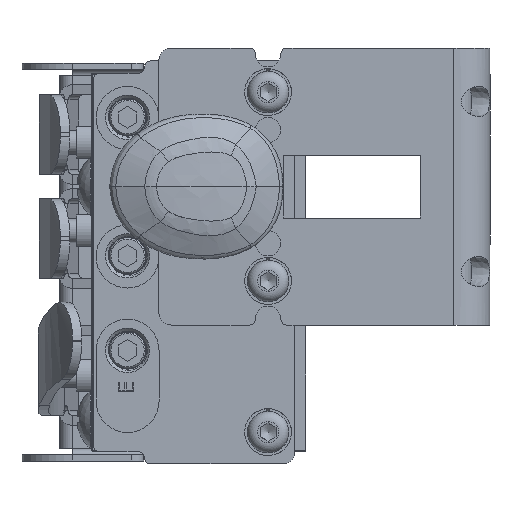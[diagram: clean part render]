
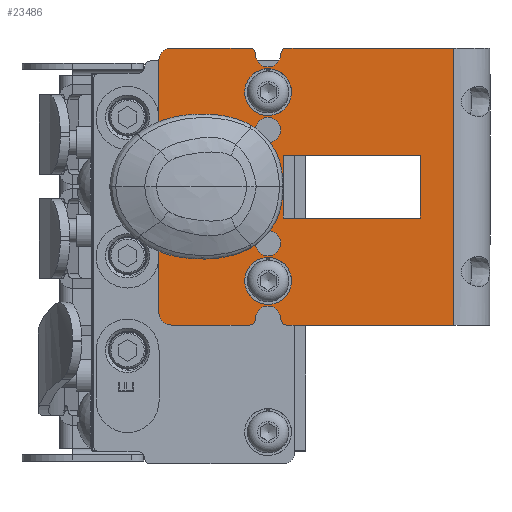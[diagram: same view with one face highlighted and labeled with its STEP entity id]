
A CAD part, left-side view. The second image highlights one B-rep face of the part: STEP entity #23486.
In plain terms, the highlighted planar face has unit normal (-1, 0, 0).
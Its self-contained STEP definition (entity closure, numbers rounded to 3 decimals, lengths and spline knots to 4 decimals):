
#935=FACE_BOUND('',#4103,.T.);
#936=FACE_BOUND('',#4104,.T.);
#937=FACE_BOUND('',#4105,.T.);
#938=FACE_BOUND('',#4106,.T.);
#939=FACE_BOUND('',#4107,.T.);
#940=FACE_BOUND('',#4108,.T.);
#1115=PLANE('',#24864);
#1694=CIRCLE('',#24766,0.0625);
#1715=CIRCLE('',#24789,0.125);
#1716=CIRCLE('',#24791,0.0625);
#1717=CIRCLE('',#24793,0.0625);
#1718=CIRCLE('',#24795,0.125);
#1719=CIRCLE('',#24797,0.0625);
#1720=CIRCLE('',#24800,0.125);
#1721=CIRCLE('',#24803,0.125);
#1722=CIRCLE('',#24806,0.25);
#1723=CIRCLE('',#24808,0.572);
#1724=CIRCLE('',#24810,0.25);
#1755=CIRCLE('',#24857,0.125);
#1756=CIRCLE('',#24859,0.125);
#1757=CIRCLE('',#24861,0.125);
#1758=CIRCLE('',#24863,0.125);
#1759=CIRCLE('',#24865,0.4425);
#2821=FACE_OUTER_BOUND('',#4102,.T.);
#4102=EDGE_LOOP('',(#16260,#16261,#16262,#16263,#16264,#16265,#16266,#16267,
#16268,#16269,#16270,#16271,#16272,#16273,#16274,#16275,#16276,#16277));
#4103=EDGE_LOOP('',(#16278,#16279,#16280,#16281));
#4104=EDGE_LOOP('',(#16282));
#4105=EDGE_LOOP('',(#16283));
#4106=EDGE_LOOP('',(#16284));
#4107=EDGE_LOOP('',(#16285));
#4108=EDGE_LOOP('',(#16286));
#5534=LINE('',#32701,#7074);
#5537=LINE('',#32709,#7077);
#5540=LINE('',#32717,#7080);
#5545=LINE('',#32733,#7085);
#5546=LINE('',#32737,#7086);
#5549=LINE('',#32742,#7089);
#5551=LINE('',#32746,#7091);
#5553=LINE('',#32749,#7093);
#5568=LINE('',#32847,#7108);
#5569=LINE('',#32849,#7109);
#5570=LINE('',#32850,#7110);
#7074=VECTOR('',#26828,0.3937);
#7077=VECTOR('',#26837,0.3937);
#7080=VECTOR('',#26846,0.3937);
#7085=VECTOR('',#26865,0.3937);
#7086=VECTOR('',#26868,0.3937);
#7089=VECTOR('',#26873,0.3937);
#7091=VECTOR('',#26877,0.3937);
#7093=VECTOR('',#26881,0.3937);
#7108=VECTOR('',#26994,0.3937);
#7109=VECTOR('',#26995,0.3937);
#7110=VECTOR('',#26996,0.3937);
#9715=VERTEX_POINT('',#32609);
#9716=VERTEX_POINT('',#32611);
#9747=VERTEX_POINT('',#32677);
#9748=VERTEX_POINT('',#32681);
#9749=VERTEX_POINT('',#32685);
#9750=VERTEX_POINT('',#32686);
#9751=VERTEX_POINT('',#32691);
#9752=VERTEX_POINT('',#32695);
#9753=VERTEX_POINT('',#32699);
#9754=VERTEX_POINT('',#32703);
#9755=VERTEX_POINT('',#32705);
#9756=VERTEX_POINT('',#32711);
#9757=VERTEX_POINT('',#32712);
#9758=VERTEX_POINT('',#32719);
#9759=VERTEX_POINT('',#32721);
#9760=VERTEX_POINT('',#32725);
#9761=VERTEX_POINT('',#32729);
#9762=VERTEX_POINT('',#32735);
#9763=VERTEX_POINT('',#32736);
#9764=VERTEX_POINT('',#32741);
#9765=VERTEX_POINT('',#32745);
#9796=VERTEX_POINT('',#32831);
#9797=VERTEX_POINT('',#32835);
#9798=VERTEX_POINT('',#32839);
#9799=VERTEX_POINT('',#32843);
#9800=VERTEX_POINT('',#32848);
#9801=VERTEX_POINT('',#32851);
#12338=EDGE_CURVE('',#9715,#9716,#1694,.T.);
#12371=EDGE_CURVE('',#9747,#9716,#1715,.T.);
#12373=EDGE_CURVE('',#9747,#9748,#1716,.T.);
#12375=EDGE_CURVE('',#9749,#9750,#1717,.T.);
#12379=EDGE_CURVE('',#9749,#9751,#1718,.T.);
#12381=EDGE_CURVE('',#9752,#9751,#1719,.T.);
#12383=EDGE_CURVE('',#9753,#9752,#5534,.T.);
#12385=EDGE_CURVE('',#9754,#9755,#1720,.T.);
#12387=EDGE_CURVE('',#9750,#9754,#5537,.T.);
#12388=EDGE_CURVE('',#9756,#9757,#1721,.T.);
#12391=EDGE_CURVE('',#9757,#9715,#5540,.T.);
#12393=EDGE_CURVE('',#9758,#9759,#1722,.T.);
#12396=EDGE_CURVE('',#9758,#9760,#1723,.T.);
#12398=EDGE_CURVE('',#9761,#9760,#1724,.T.);
#12399=EDGE_CURVE('',#9761,#9755,#5545,.T.);
#12400=EDGE_CURVE('',#9762,#9763,#5546,.T.);
#12403=EDGE_CURVE('',#9763,#9764,#5549,.T.);
#12405=EDGE_CURVE('',#9764,#9765,#5551,.T.);
#12407=EDGE_CURVE('',#9765,#9762,#5553,.T.);
#12448=EDGE_CURVE('',#9796,#9796,#1755,.T.);
#12450=EDGE_CURVE('',#9797,#9797,#1756,.T.);
#12452=EDGE_CURVE('',#9798,#9798,#1757,.T.);
#12454=EDGE_CURVE('',#9799,#9799,#1758,.T.);
#12456=EDGE_CURVE('',#9756,#9759,#5568,.T.);
#12457=EDGE_CURVE('',#9753,#9800,#5569,.T.);
#12458=EDGE_CURVE('',#9748,#9800,#5570,.T.);
#12459=EDGE_CURVE('',#9801,#9801,#1759,.T.);
#16260=ORIENTED_EDGE('',*,*,#12338,.F.);
#16261=ORIENTED_EDGE('',*,*,#12391,.F.);
#16262=ORIENTED_EDGE('',*,*,#12388,.F.);
#16263=ORIENTED_EDGE('',*,*,#12456,.T.);
#16264=ORIENTED_EDGE('',*,*,#12393,.F.);
#16265=ORIENTED_EDGE('',*,*,#12396,.T.);
#16266=ORIENTED_EDGE('',*,*,#12398,.F.);
#16267=ORIENTED_EDGE('',*,*,#12399,.T.);
#16268=ORIENTED_EDGE('',*,*,#12385,.F.);
#16269=ORIENTED_EDGE('',*,*,#12387,.F.);
#16270=ORIENTED_EDGE('',*,*,#12375,.F.);
#16271=ORIENTED_EDGE('',*,*,#12379,.T.);
#16272=ORIENTED_EDGE('',*,*,#12381,.F.);
#16273=ORIENTED_EDGE('',*,*,#12383,.F.);
#16274=ORIENTED_EDGE('',*,*,#12457,.T.);
#16275=ORIENTED_EDGE('',*,*,#12458,.F.);
#16276=ORIENTED_EDGE('',*,*,#12373,.F.);
#16277=ORIENTED_EDGE('',*,*,#12371,.T.);
#16278=ORIENTED_EDGE('',*,*,#12405,.T.);
#16279=ORIENTED_EDGE('',*,*,#12407,.T.);
#16280=ORIENTED_EDGE('',*,*,#12400,.T.);
#16281=ORIENTED_EDGE('',*,*,#12403,.T.);
#16282=ORIENTED_EDGE('',*,*,#12459,.T.);
#16283=ORIENTED_EDGE('',*,*,#12454,.T.);
#16284=ORIENTED_EDGE('',*,*,#12452,.T.);
#16285=ORIENTED_EDGE('',*,*,#12450,.T.);
#16286=ORIENTED_EDGE('',*,*,#12448,.T.);
#23486=ADVANCED_FACE('',(#2821,#935,#936,#937,#938,#939,#940),#1115,.F.);
#24766=AXIS2_PLACEMENT_3D('',#32612,#26743,#26744);
#24789=AXIS2_PLACEMENT_3D('',#32678,#26801,#26802);
#24791=AXIS2_PLACEMENT_3D('',#32682,#26806,#26807);
#24793=AXIS2_PLACEMENT_3D('',#32687,#26811,#26812);
#24795=AXIS2_PLACEMENT_3D('',#32693,#26818,#26819);
#24797=AXIS2_PLACEMENT_3D('',#32697,#26823,#26824);
#24800=AXIS2_PLACEMENT_3D('',#32706,#26832,#26833);
#24803=AXIS2_PLACEMENT_3D('',#32713,#26840,#26841);
#24806=AXIS2_PLACEMENT_3D('',#32722,#26850,#26851);
#24808=AXIS2_PLACEMENT_3D('',#32727,#26856,#26857);
#24810=AXIS2_PLACEMENT_3D('',#32731,#26861,#26862);
#24857=AXIS2_PLACEMENT_3D('',#32832,#26974,#26975);
#24859=AXIS2_PLACEMENT_3D('',#32836,#26979,#26980);
#24861=AXIS2_PLACEMENT_3D('',#32840,#26984,#26985);
#24863=AXIS2_PLACEMENT_3D('',#32844,#26989,#26990);
#24864=AXIS2_PLACEMENT_3D('',#32846,#26992,#26993);
#24865=AXIS2_PLACEMENT_3D('',#32852,#26997,#26998);
#26743=DIRECTION('center_axis',(1.,0.,0.));
#26744=DIRECTION('ref_axis',(0.,-0.708,0.706));
#26801=DIRECTION('center_axis',(1.,0.,0.));
#26802=DIRECTION('ref_axis',(0.,0.,-1.));
#26806=DIRECTION('center_axis',(1.,0.,0.));
#26807=DIRECTION('ref_axis',(0.,0.708,0.706));
#26811=DIRECTION('center_axis',(1.,0.,0.));
#26812=DIRECTION('ref_axis',(0.,-0.708,-0.706));
#26818=DIRECTION('center_axis',(1.,0.,0.));
#26819=DIRECTION('ref_axis',(0.,0.,-1.));
#26823=DIRECTION('center_axis',(1.,0.,0.));
#26824=DIRECTION('ref_axis',(0.,0.708,-0.706));
#26828=DIRECTION('',(0.,1.,0.));
#26832=DIRECTION('center_axis',(1.,0.,0.));
#26833=DIRECTION('ref_axis',(0.,0.707,-0.707));
#26837=DIRECTION('',(0.,1.,0.));
#26840=DIRECTION('center_axis',(1.,0.,0.));
#26841=DIRECTION('ref_axis',(0.,0.707,0.707));
#26846=DIRECTION('',(0.,-1.,0.));
#26850=DIRECTION('center_axis',(-1.,0.,0.));
#26851=DIRECTION('ref_axis',(0.,-0.914,-0.407));
#26856=DIRECTION('center_axis',(-1.,0.,0.));
#26857=DIRECTION('ref_axis',(0.,-0.525,0.851));
#26861=DIRECTION('center_axis',(-1.,0.,0.));
#26862=DIRECTION('ref_axis',(0.,-0.914,0.407));
#26865=DIRECTION('',(0.,0.,-1.));
#26868=DIRECTION('',(0.,1.,0.));
#26873=DIRECTION('',(0.,0.,1.));
#26877=DIRECTION('',(0.,-1.,0.));
#26881=DIRECTION('',(0.,0.,-1.));
#26974=DIRECTION('center_axis',(1.,0.,0.));
#26975=DIRECTION('ref_axis',(0.,0.,-1.));
#26979=DIRECTION('center_axis',(1.,0.,0.));
#26980=DIRECTION('ref_axis',(0.,0.,-1.));
#26984=DIRECTION('center_axis',(1.,0.,0.));
#26985=DIRECTION('ref_axis',(0.,0.,-1.));
#26989=DIRECTION('center_axis',(1.,0.,0.));
#26990=DIRECTION('ref_axis',(0.,0.,-1.));
#26992=DIRECTION('center_axis',(1.,0.,0.));
#26993=DIRECTION('ref_axis',(0.,1.,0.));
#26994=DIRECTION('',(0.,0.,-1.));
#26995=DIRECTION('',(0.,0.,1.));
#26996=DIRECTION('',(0.,-1.,0.));
#26997=DIRECTION('center_axis',(1.,0.,0.));
#26998=DIRECTION('ref_axis',(0.,0.,-1.));
#32609=CARTESIAN_POINT('',(0.,0.5966,1.375));
#32611=CARTESIAN_POINT('',(0.,0.5341,1.3123));
#32612=CARTESIAN_POINT('Origin',(0.,0.5966,1.3125));
#32677=CARTESIAN_POINT('',(0.,0.2841,1.3123));
#32678=CARTESIAN_POINT('Origin',(0.,0.4091,1.312));
#32681=CARTESIAN_POINT('',(0.,0.2216,1.375));
#32682=CARTESIAN_POINT('Origin',(0.,0.2216,1.3125));
#32685=CARTESIAN_POINT('',(0.,0.5341,-1.3123));
#32686=CARTESIAN_POINT('',(0.,0.5966,-1.375));
#32687=CARTESIAN_POINT('Origin',(0.,0.5966,-1.3125));
#32691=CARTESIAN_POINT('',(0.,0.2841,-1.3123));
#32693=CARTESIAN_POINT('Origin',(0.,0.4091,-1.312));
#32695=CARTESIAN_POINT('',(0.,0.2216,-1.375));
#32697=CARTESIAN_POINT('Origin',(0.,0.2216,-1.3125));
#32699=CARTESIAN_POINT('',(0.,-1.4349,-1.375));
#32701=CARTESIAN_POINT('',(0.,-1.7935,-1.375));
#32703=CARTESIAN_POINT('',(0.,1.3685,-1.375));
#32705=CARTESIAN_POINT('',(0.,1.4935,-1.25));
#32706=CARTESIAN_POINT('Origin',(0.,1.3685,-1.25));
#32709=CARTESIAN_POINT('',(0.,-1.7935,-1.375));
#32711=CARTESIAN_POINT('',(0.,1.4935,1.25));
#32712=CARTESIAN_POINT('',(0.,1.3685,1.375));
#32713=CARTESIAN_POINT('Origin',(0.,1.3685,1.25));
#32717=CARTESIAN_POINT('',(0.,1.7935,1.375));
#32719=CARTESIAN_POINT('',(0.,1.5762,0.4251));
#32721=CARTESIAN_POINT('',(0.,1.4935,0.6108));
#32722=CARTESIAN_POINT('Origin',(0.,1.7435,0.6108));
#32725=CARTESIAN_POINT('',(0.,1.5762,-0.4251));
#32727=CARTESIAN_POINT('Origin',(0.,1.1934,0.));
#32729=CARTESIAN_POINT('',(0.,1.4935,-0.6108));
#32731=CARTESIAN_POINT('Origin',(0.,1.7435,-0.6108));
#32733=CARTESIAN_POINT('',(0.,1.4935,-0.6875));
#32735=CARTESIAN_POINT('',(0.,-1.1015,-0.3125));
#32736=CARTESIAN_POINT('',(0.,0.261,-0.3125));
#32737=CARTESIAN_POINT('',(0.,-0.5507,-0.3125));
#32741=CARTESIAN_POINT('',(0.,0.261,0.3125));
#32742=CARTESIAN_POINT('',(0.,0.261,-0.1563));
#32745=CARTESIAN_POINT('',(0.,-1.1015,0.3125));
#32746=CARTESIAN_POINT('',(0.,0.1305,0.3125));
#32749=CARTESIAN_POINT('',(0.,-1.1015,0.1563));
#32831=CARTESIAN_POINT('',(0.,0.4091,-0.437));
#32832=CARTESIAN_POINT('Origin',(0.,0.4091,-0.562));
#32835=CARTESIAN_POINT('',(0.,0.4091,1.062));
#32836=CARTESIAN_POINT('Origin',(0.,0.4091,0.937));
#32839=CARTESIAN_POINT('',(0.,0.4091,0.687));
#32840=CARTESIAN_POINT('Origin',(0.,0.4091,0.562));
#32843=CARTESIAN_POINT('',(0.,0.4091,-0.812));
#32844=CARTESIAN_POINT('Origin',(0.,0.4091,-0.937));
#32846=CARTESIAN_POINT('Origin',(0.,0.,0.));
#32847=CARTESIAN_POINT('',(0.,1.4935,0.2435));
#32848=CARTESIAN_POINT('',(0.,-1.4349,1.375));
#32849=CARTESIAN_POINT('',(0.,-1.4349,0.6875));
#32850=CARTESIAN_POINT('',(0.,1.7935,1.375));
#32851=CARTESIAN_POINT('',(0.,1.1508,0.4425));
#32852=CARTESIAN_POINT('Origin',(0.,1.1508,0.));
